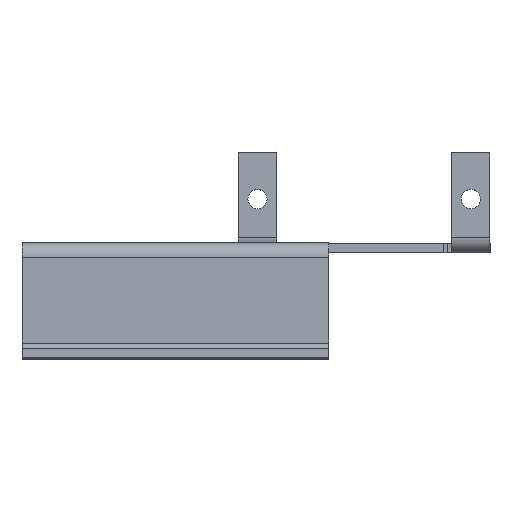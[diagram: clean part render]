
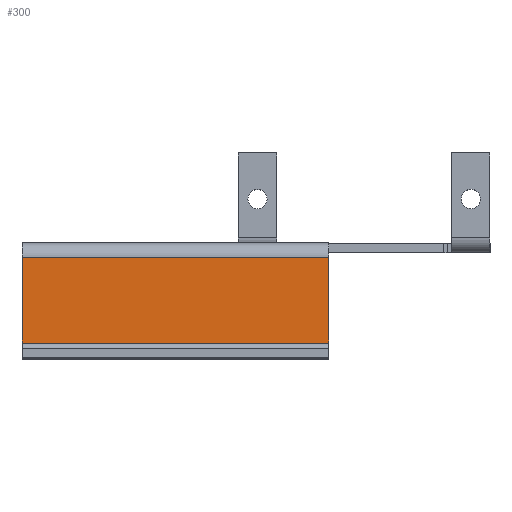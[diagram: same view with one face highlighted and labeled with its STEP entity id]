
A CAD part, top view. The second image highlights one B-rep face of the part: STEP entity #300.
In plain terms, the highlighted planar face has unit normal (0, 0, 1).
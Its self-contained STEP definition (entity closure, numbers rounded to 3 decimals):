
#208 = VERTEX_POINT ( 'NONE', #1026 ) ;
#257 = CARTESIAN_POINT ( 'NONE',  ( 40., 0.737, -13.8 ) ) ;
#300 = ADVANCED_FACE ( 'NONE', ( #905 ), #2023, .T. ) ;
#656 = ORIENTED_EDGE ( 'NONE', *, *, #1205, .F. ) ;
#671 = EDGE_CURVE ( 'NONE', #934, #3704, #2486, .T. ) ;
#892 = CARTESIAN_POINT ( 'NONE',  ( 40., 0.737, -13.8 ) ) ;
#905 = FACE_OUTER_BOUND ( 'NONE', #969, .T. ) ;
#931 = EDGE_CURVE ( 'NONE', #3704, #208, #1298, .T. ) ;
#934 = VERTEX_POINT ( 'NONE', #257 ) ;
#969 = EDGE_LOOP ( 'NONE', ( #656, #3538, #2291, #2444 ) ) ;
#1026 = CARTESIAN_POINT ( 'NONE',  ( 0., 11.863, -13.8 ) ) ;
#1111 = LINE ( 'NONE', #1826, #3413 ) ;
#1205 = EDGE_CURVE ( 'NONE', #1288, #934, #1111, .T. ) ;
#1288 = VERTEX_POINT ( 'NONE', #3068 ) ;
#1298 = LINE ( 'NONE', #1749, #3274 ) ;
#1414 = CARTESIAN_POINT ( 'NONE',  ( 0., 0.737, -13.8 ) ) ;
#1749 = CARTESIAN_POINT ( 'NONE',  ( 0., 13.8, -13.8 ) ) ;
#1782 = DIRECTION ( 'NONE',  ( -1., 0., 0. ) ) ;
#1826 = CARTESIAN_POINT ( 'NONE',  ( 40., 0., -13.8 ) ) ;
#1837 = DIRECTION ( 'NONE',  ( 0., -1., 0. ) ) ;
#1919 = EDGE_CURVE ( 'NONE', #1288, #208, #3111, .T. ) ;
#1950 = AXIS2_PLACEMENT_3D ( 'NONE', #2869, #2580, #3748 ) ;
#2012 = DIRECTION ( 'NONE',  ( 0., 1., 0. ) ) ;
#2023 = PLANE ( 'NONE',  #1950 ) ;
#2291 = ORIENTED_EDGE ( 'NONE', *, *, #931, .F. ) ;
#2444 = ORIENTED_EDGE ( 'NONE', *, *, #671, .F. ) ;
#2486 = LINE ( 'NONE', #892, #2766 ) ;
#2580 = DIRECTION ( 'NONE',  ( 0., 0., 1. ) ) ;
#2766 = VECTOR ( 'NONE', #1782, 1000. ) ;
#2869 = CARTESIAN_POINT ( 'NONE',  ( 0., 0., -13.8 ) ) ;
#3068 = CARTESIAN_POINT ( 'NONE',  ( 40., 11.863, -13.8 ) ) ;
#3111 = LINE ( 'NONE', #3706, #3709 ) ;
#3274 = VECTOR ( 'NONE', #2012, 1000. ) ;
#3335 = DIRECTION ( 'NONE',  ( -1., 0., 0. ) ) ;
#3413 = VECTOR ( 'NONE', #1837, 1000. ) ;
#3538 = ORIENTED_EDGE ( 'NONE', *, *, #1919, .T. ) ;
#3704 = VERTEX_POINT ( 'NONE', #1414 ) ;
#3706 = CARTESIAN_POINT ( 'NONE',  ( 40., 11.863, -13.8 ) ) ;
#3709 = VECTOR ( 'NONE', #3335, 1000. ) ;
#3748 = DIRECTION ( 'NONE',  ( 0., -1., 0. ) ) ;
